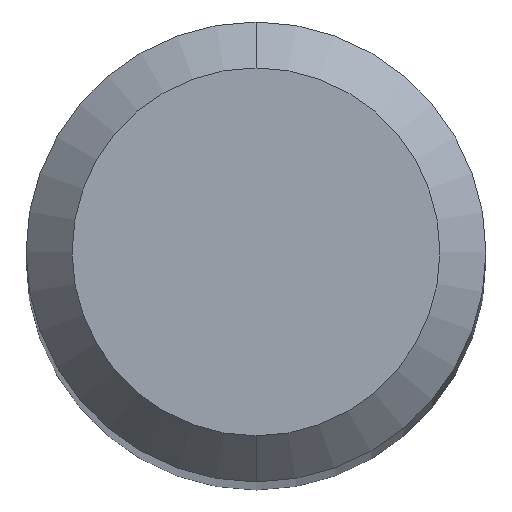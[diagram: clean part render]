
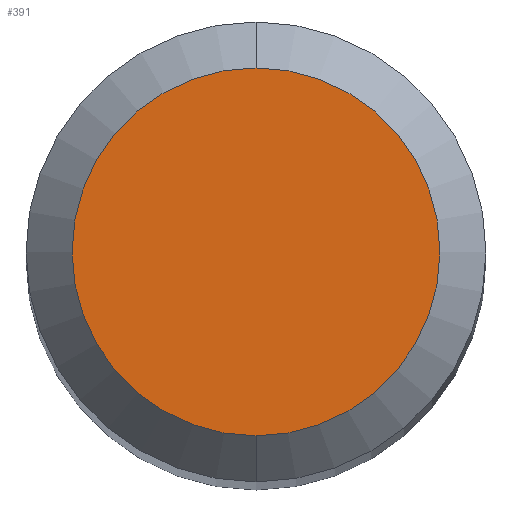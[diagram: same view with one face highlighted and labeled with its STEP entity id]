
A CAD part, top view. The second image highlights one B-rep face of the part: STEP entity #391.
In plain terms, the highlighted planar face has unit normal (0, 0, 1).
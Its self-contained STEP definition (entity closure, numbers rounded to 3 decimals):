
#225=VERTEX_POINT('',#521);
#235=EDGE_CURVE('',#225,#323,#532,.T.);
#323=VERTEX_POINT('',#628);
#391=ADVANCED_FACE('',(#704),#705,.T.);
#395=EDGE_CURVE('',#323,#225,#709,.T.);
#521=CARTESIAN_POINT('',(0.,-1.2,0.0));
#532=CIRCLE('',#938,1.2);
#628=CARTESIAN_POINT('',(0.0,1.2,0.0));
#704=FACE_OUTER_BOUND('',#1276,.T.);
#705=PLANE('',#1277);
#709=CIRCLE('',#1282,1.2);
#938=AXIS2_PLACEMENT_3D('',#1465,#1466,#1467);
#1276=EDGE_LOOP('',(#1652,#1653));
#1277=AXIS2_PLACEMENT_3D('',#1654,#1655,#1656);
#1282=AXIS2_PLACEMENT_3D('',#1657,#1658,#1659);
#1465=CARTESIAN_POINT('',(0.0,0.0,0.0));
#1466=DIRECTION('',(0.0,0.0,-1.0));
#1467=DIRECTION('',(0.0,1.0,0.0));
#1652=ORIENTED_EDGE('',*,*,#395,.F.);
#1653=ORIENTED_EDGE('',*,*,#235,.F.);
#1654=CARTESIAN_POINT('',(0.0,0.6,0.0));
#1655=DIRECTION('',(-0.0,0.0,1.0));
#1656=DIRECTION('',(0.0,-1.0,0.0));
#1657=CARTESIAN_POINT('',(0.0,0.0,0.0));
#1658=DIRECTION('',(0.0,0.0,-1.0));
#1659=DIRECTION('',(0.0,1.0,0.0));
